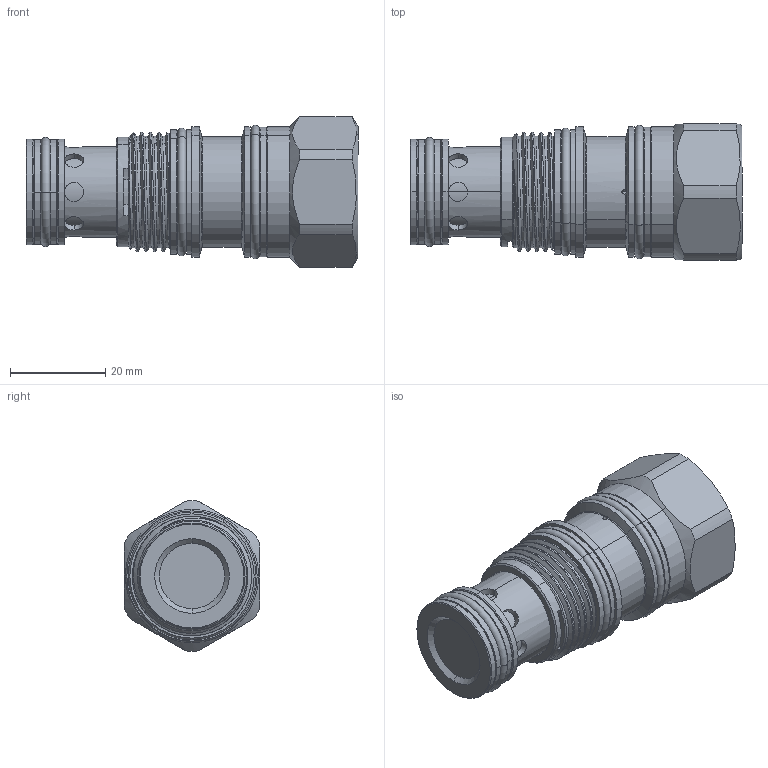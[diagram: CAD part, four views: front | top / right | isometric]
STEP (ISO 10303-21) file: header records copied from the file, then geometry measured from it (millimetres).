
FILE_DESCRIPTION (( 'STEP AP203' ), '1' );
FILE_NAME ('LP2A30--N-1.STEP', '2023-11-21T05:23:06', ( '' ), ( '' ), 'SwSTEP 2.0', 'SolidWorks 2018', '' );
FILE_SCHEMA (( 'CONFIG_CONTROL_DESIGN' ));
Length unit declared in the file: millimetre
Products named in the file (1): LP2A30--N-1
Bounding box: 69.8 x 28.57 x 31.59 mm (x, y, z)
Volume: 33929.9 mm3; surface area: 8906.8 mm2
Topology: 1 solids, 2 shells, 176 faces, 409 edges, 261 vertices
Faces by surface type: cylinder 106, plane 30, cone 23, torus 15, bspline 2
Entity records: 6689 total; most frequent: CARTESIAN_POINT 2699, DIRECTION 826, ORIENTED_EDGE 818, EDGE_CURVE 409, AXIS2_PLACEMENT_3D 351, VERTEX_POINT 261, EDGE_LOOP 200, FACE_OUTER_BOUND 176
